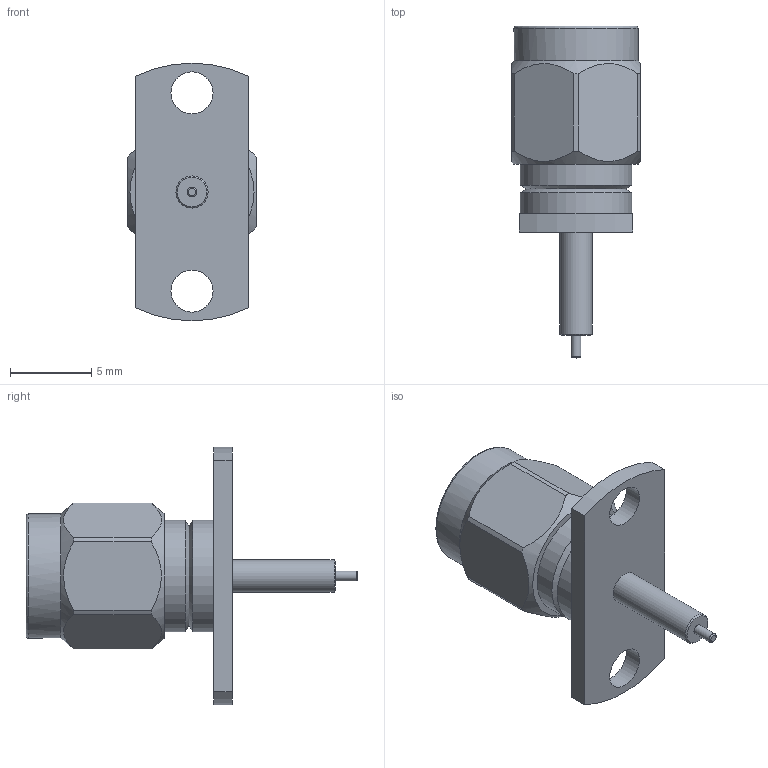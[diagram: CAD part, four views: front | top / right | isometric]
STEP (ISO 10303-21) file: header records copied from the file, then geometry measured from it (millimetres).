
FILE_DESCRIPTION (( 'STEP AP214' ), '1' );
FILE_NAME ('FMCN4382_3D.STEP', '2022-12-30T21:12:02', ( '' ), ( '' ), 'SwSTEP 2.0', 'SolidWorks 2022', '' );
FILE_SCHEMA (( 'AUTOMOTIVE_DESIGN' ));
Length unit declared in the file: inch
Products named in the file (1): FMCN4382_3D
Bounding box: 7.94 x 20.45 x 15.88 mm (x, y, z)
Volume: 570 mm3; surface area: 782.6 mm2
Topology: 1 solids, 1 shells, 56 faces, 130 edges, 85 vertices
Faces by surface type: cylinder 24, plane 19, cone 9, bspline 3, torus 1
Full cylindrical faces by diameter (mm): 0.533 x1, 0.61 x1, 0.94 x1, 1.981 x1, 2.4 x1, 2.591 x2, 4.572 x1, 6.874 x2, 7 x4, 7.641 x1
Entity records: 2814 total; most frequent: CARTESIAN_POINT 1730, DIRECTION 216, ORIENTED_EDGE 184, AXIS2_PLACEMENT_3D 98, EDGE_CURVE 92, EDGE_LOOP 85, VERTEX_POINT 71, FACE_OUTER_BOUND 65
